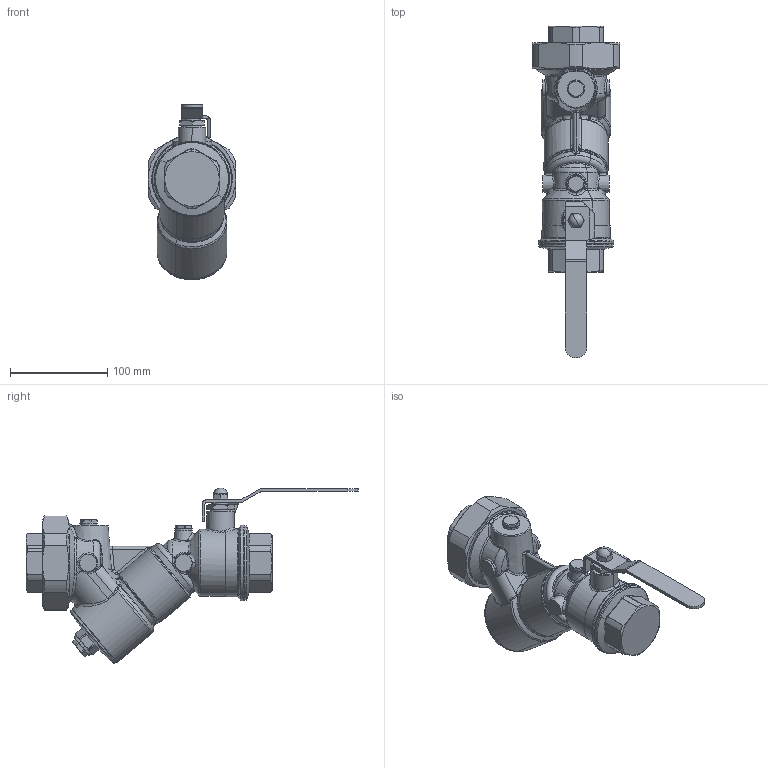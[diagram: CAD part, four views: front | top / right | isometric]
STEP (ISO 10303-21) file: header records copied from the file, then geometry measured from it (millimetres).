
FILE_DESCRIPTION(('CATIA V5 STEP Exchange'),'2;1');
FILE_NAME('STEP_120181_-_TST.stp','2019-07-22T09:41:48+00:00',('none'),('none'),'CATIA Version 5-6 Release 2016 SP4','CATIA V5 STEP AP203','none');
FILE_SCHEMA(('CONFIG_CONTROL_DESIGN'));
Length unit declared in the file: millimetre
Products named in the file (1): 120181_ALLCATPART
Bounding box: 90 x 341.4 x 180.82 mm (x, y, z)
Volume: 1181753.9 mm3; surface area: 100510.8 mm2
Topology: 1 solids, 1 shells, 633 faces, 1525 edges, 886 vertices
Faces by surface type: bspline 186, cylinder 139, cone 121, plane 118, torus 55, sphere 14
Entity records: 28722 total; most frequent: CARTESIAN_POINT 17048, ORIENTED_EDGE 3006, EDGE_CURVE 1503, DIRECTION 1308, VERTEX_POINT 886, B_SPLINE_CURVE_WITH_KNOTS 725, AXIS2_PLACEMENT_3D 705, EDGE_LOOP 647
